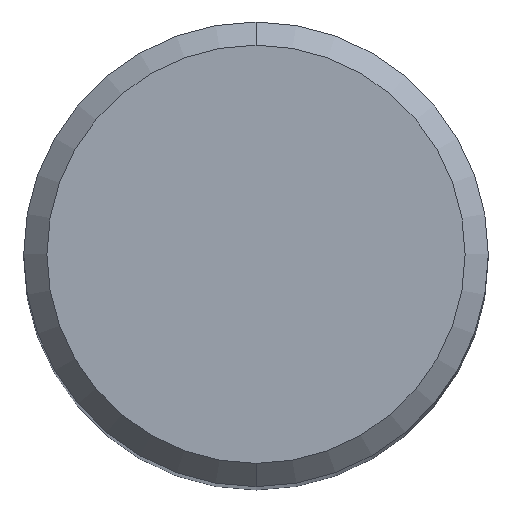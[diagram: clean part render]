
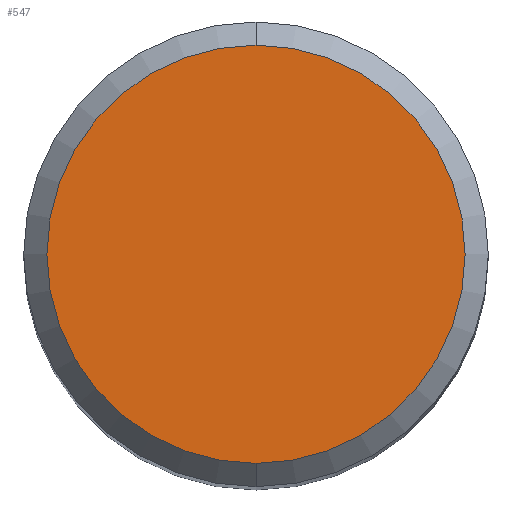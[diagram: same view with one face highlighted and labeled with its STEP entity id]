
A CAD part, top view. The second image highlights one B-rep face of the part: STEP entity #547.
In plain terms, the highlighted planar face has unit normal (0, 0, 1).
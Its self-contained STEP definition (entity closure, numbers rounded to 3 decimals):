
#243=EDGE_CURVE('',#369,#539,#632,.T.);
#253=EDGE_CURVE('',#539,#369,#643,.T.);
#369=VERTEX_POINT('',#769);
#539=VERTEX_POINT('',#963);
#547=ADVANCED_FACE('',(#971),#972,.T.);
#632=CIRCLE('',#1062,5.4);
#643=CIRCLE('',#1078,5.4);
#769=CARTESIAN_POINT('',(0.,-5.4,0.0));
#963=CARTESIAN_POINT('',(0.0,5.4,0.0));
#971=FACE_OUTER_BOUND('',#1764,.T.);
#972=PLANE('',#1765);
#1062=AXIS2_PLACEMENT_3D('',#1860,#1861,#1862);
#1078=AXIS2_PLACEMENT_3D('',#1874,#1875,#1876);
#1764=EDGE_LOOP('',(#2267,#2268));
#1765=AXIS2_PLACEMENT_3D('',#2269,#2270,#2271);
#1860=CARTESIAN_POINT('',(0.0,0.0,0.0));
#1861=DIRECTION('',(0.0,0.0,-1.0));
#1862=DIRECTION('',(0.0,1.0,0.0));
#1874=CARTESIAN_POINT('',(0.0,0.0,0.0));
#1875=DIRECTION('',(0.0,0.0,-1.0));
#1876=DIRECTION('',(0.0,1.0,0.0));
#2267=ORIENTED_EDGE('',*,*,#253,.F.);
#2268=ORIENTED_EDGE('',*,*,#243,.F.);
#2269=CARTESIAN_POINT('',(0.0,2.7,0.0));
#2270=DIRECTION('',(-0.0,0.0,1.0));
#2271=DIRECTION('',(0.0,-1.0,0.0));
